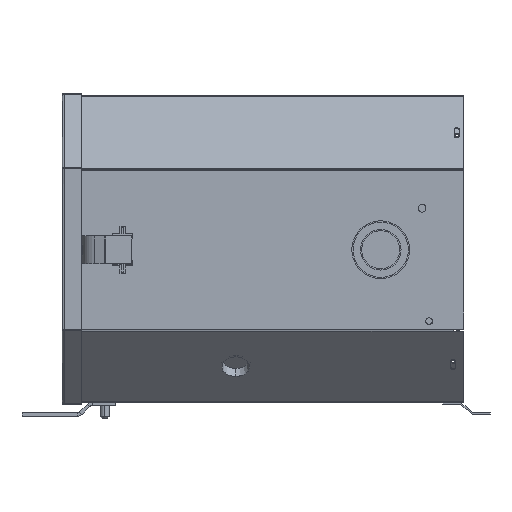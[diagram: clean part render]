
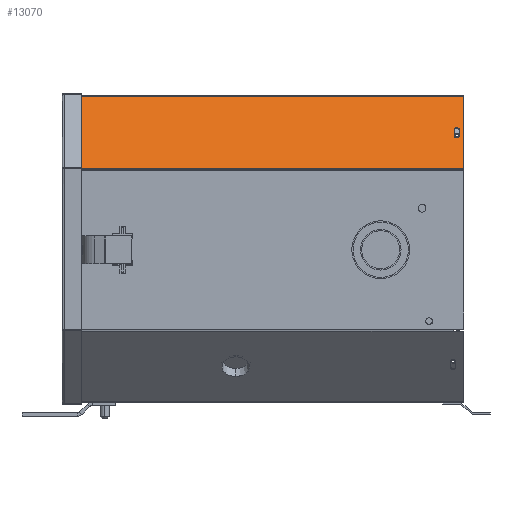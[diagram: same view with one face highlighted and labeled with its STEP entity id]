
A CAD part, left-side view. The second image highlights one B-rep face of the part: STEP entity #13070.
In plain terms, the highlighted planar face has unit normal (-0.707, 0, 0.707).
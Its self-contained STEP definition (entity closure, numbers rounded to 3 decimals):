
#67 = VERTEX_POINT ( 'NONE', #19278 ) ;
#114 = LINE ( 'NONE', #18180, #10373 ) ;
#422 = DIRECTION ( 'NONE',  ( -0.707, 0., 0.707 ) ) ;
#846 = LINE ( 'NONE', #6460, #11128 ) ;
#934 = LINE ( 'NONE', #18884, #5581 ) ;
#1287 = EDGE_LOOP ( 'NONE', ( #7886, #22160, #15355, #20874 ) ) ;
#1359 = CARTESIAN_POINT ( 'NONE',  ( -148.636, 184.15, 73.637 ) ) ;
#1687 = ORIENTED_EDGE ( 'NONE', *, *, #4613, .F. ) ;
#1934 = VERTEX_POINT ( 'NONE', #7505 ) ;
#1964 = ORIENTED_EDGE ( 'NONE', *, *, #15359, .F. ) ;
#2319 = ORIENTED_EDGE ( 'NONE', *, *, #9588, .F. ) ;
#2464 = CARTESIAN_POINT ( 'NONE',  ( -117.943, -175.419, 104.329 ) ) ;
#2545 = CARTESIAN_POINT ( 'NONE',  ( -117.943, -180.181, 104.329 ) ) ;
#2695 = DIRECTION ( 'NONE',  ( -0.707, 0., 0.707 ) ) ;
#3336 = EDGE_CURVE ( 'NONE', #12912, #7601, #15456, .T. ) ;
#3346 = LINE ( 'NONE', #21159, #20123 ) ;
#4163 = DIRECTION ( 'NONE',  ( 0., 1., 0. ) ) ;
#4281 = LINE ( 'NONE', #2545, #17878 ) ;
#4613 = EDGE_CURVE ( 'NONE', #15015, #67, #4281, .T. ) ;
#4905 = CARTESIAN_POINT ( 'NONE',  ( -148.636, -184.15, 73.637 ) ) ;
#5021 = VERTEX_POINT ( 'NONE', #10929 ) ;
#5581 = VECTOR ( 'NONE', #15260, 1000. ) ;
#5688 = PLANE ( 'NONE',  #12284 ) ;
#5707 = ORIENTED_EDGE ( 'NONE', *, *, #14876, .F. ) ;
#6200 = CARTESIAN_POINT ( 'NONE',  ( -112.33, -177.8, 109.942 ) ) ;
#6349 = VERTEX_POINT ( 'NONE', #2464 ) ;
#6460 = CARTESIAN_POINT ( 'NONE',  ( -81.638, 0., 140.635 ) ) ;
#6852 = DIRECTION ( 'NONE',  ( 0.707, 0., 0.707 ) ) ;
#6966 = DIRECTION ( 'NONE',  ( -0.707, 0., 0.707 ) ) ;
#7099 = DIRECTION ( 'NONE',  ( 0., 1., 0. ) ) ;
#7479 = CIRCLE ( 'NONE', #18716, 2.381 ) ;
#7505 = CARTESIAN_POINT ( 'NONE',  ( -112.33, -175.419, 109.942 ) ) ;
#7601 = VERTEX_POINT ( 'NONE', #10309 ) ;
#7886 = ORIENTED_EDGE ( 'NONE', *, *, #15785, .F. ) ;
#8771 = EDGE_CURVE ( 'NONE', #1934, #6349, #934, .T. ) ;
#9588 = EDGE_CURVE ( 'NONE', #6349, #15015, #7479, .T. ) ;
#9714 = DIRECTION ( 'NONE',  ( 0.707, 0., 0.707 ) ) ;
#10090 = DIRECTION ( 'NONE',  ( 0.707, 0., 0.707 ) ) ;
#10309 = CARTESIAN_POINT ( 'NONE',  ( -81.638, 184.15, 140.635 ) ) ;
#10373 = VECTOR ( 'NONE', #14331, 1000. ) ;
#10808 = EDGE_CURVE ( 'NONE', #5021, #7601, #846, .T. ) ;
#10929 = CARTESIAN_POINT ( 'NONE',  ( -81.638, -184.15, 140.635 ) ) ;
#11128 = VECTOR ( 'NONE', #13627, 1000. ) ;
#11779 = CARTESIAN_POINT ( 'NONE',  ( -112.33, -177.8, 109.942 ) ) ;
#11866 = AXIS2_PLACEMENT_3D ( 'NONE', #11779, #22799, #17188 ) ;
#12232 = EDGE_LOOP ( 'NONE', ( #2319, #15958, #5707, #1964, #1687 ) ) ;
#12284 = AXIS2_PLACEMENT_3D ( 'NONE', #18827, #422, #4163 ) ;
#12912 = VERTEX_POINT ( 'NONE', #1359 ) ;
#12942 = VERTEX_POINT ( 'NONE', #16149 ) ;
#13070 = ADVANCED_FACE ( 'NONE', ( #16377, #14626 ), #5688, .T. ) ;
#13627 = DIRECTION ( 'NONE',  ( 0., 1., 0. ) ) ;
#13740 = CIRCLE ( 'NONE', #11866, 2.381 ) ;
#14331 = DIRECTION ( 'NONE',  ( -0.707, 0., -0.707 ) ) ;
#14626 = FACE_OUTER_BOUND ( 'NONE', #1287, .T. ) ;
#14692 = CARTESIAN_POINT ( 'NONE',  ( -117.943, -177.8, 104.329 ) ) ;
#14876 = EDGE_CURVE ( 'NONE', #12942, #1934, #19712, .T. ) ;
#14937 = VERTEX_POINT ( 'NONE', #4905 ) ;
#15015 = VERTEX_POINT ( 'NONE', #18249 ) ;
#15260 = DIRECTION ( 'NONE',  ( -0.707, 0., -0.707 ) ) ;
#15355 = ORIENTED_EDGE ( 'NONE', *, *, #3336, .F. ) ;
#15359 = EDGE_CURVE ( 'NONE', #67, #12942, #13740, .T. ) ;
#15456 = LINE ( 'NONE', #17111, #16132 ) ;
#15785 = EDGE_CURVE ( 'NONE', #5021, #14937, #114, .T. ) ;
#15958 = ORIENTED_EDGE ( 'NONE', *, *, #8771, .F. ) ;
#16132 = VECTOR ( 'NONE', #22590, 1000. ) ;
#16149 = CARTESIAN_POINT ( 'NONE',  ( -110.647, -177.8, 111.626 ) ) ;
#16377 = FACE_BOUND ( 'NONE', #12232, .T. ) ;
#16719 = AXIS2_PLACEMENT_3D ( 'NONE', #6200, #2695, #10090 ) ;
#17111 = CARTESIAN_POINT ( 'NONE',  ( -81.46, 184.15, 140.813 ) ) ;
#17188 = DIRECTION ( 'NONE',  ( 0.707, 0., 0.707 ) ) ;
#17878 = VECTOR ( 'NONE', #9714, 1000. ) ;
#18162 = EDGE_CURVE ( 'NONE', #14937, #12912, #3346, .T. ) ;
#18180 = CARTESIAN_POINT ( 'NONE',  ( -148.636, -184.15, 73.637 ) ) ;
#18249 = CARTESIAN_POINT ( 'NONE',  ( -117.943, -180.181, 104.329 ) ) ;
#18716 = AXIS2_PLACEMENT_3D ( 'NONE', #14692, #6966, #6852 ) ;
#18827 = CARTESIAN_POINT ( 'NONE',  ( -40.678, 0., 181.594 ) ) ;
#18884 = CARTESIAN_POINT ( 'NONE',  ( -117.943, -175.419, 104.329 ) ) ;
#19278 = CARTESIAN_POINT ( 'NONE',  ( -112.33, -180.181, 109.942 ) ) ;
#19712 = CIRCLE ( 'NONE', #16719, 2.381 ) ;
#20123 = VECTOR ( 'NONE', #7099, 1000. ) ;
#20874 = ORIENTED_EDGE ( 'NONE', *, *, #18162, .F. ) ;
#21159 = CARTESIAN_POINT ( 'NONE',  ( -148.636, 184.15, 73.637 ) ) ;
#22160 = ORIENTED_EDGE ( 'NONE', *, *, #10808, .T. ) ;
#22590 = DIRECTION ( 'NONE',  ( 0.707, 0., 0.707 ) ) ;
#22799 = DIRECTION ( 'NONE',  ( -0.707, 0., 0.707 ) ) ;
